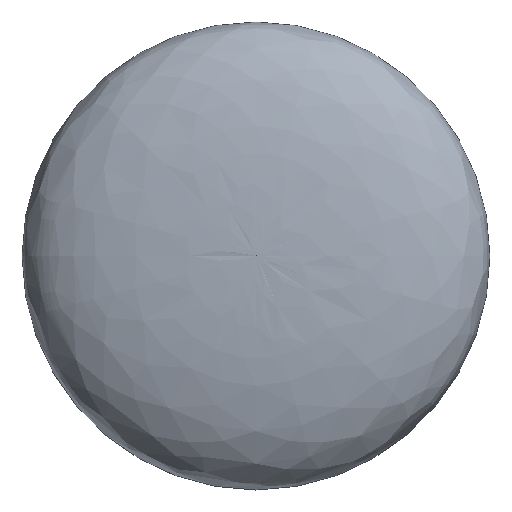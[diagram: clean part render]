
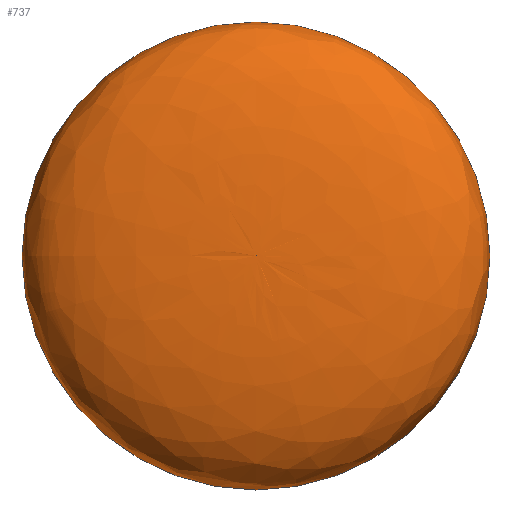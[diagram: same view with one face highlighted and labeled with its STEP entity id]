
A CAD part, top view. The second image highlights one B-rep face of the part: STEP entity #737.
In plain terms, the highlighted free-form (B-spline) face has degree [3, 3] with [16, 4] control points.
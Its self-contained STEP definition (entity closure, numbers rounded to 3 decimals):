
#20=B_SPLINE_CURVE_WITH_KNOTS('',3,(#1288,#1289,#1290,#1291),
 .UNSPECIFIED.,.F.,.F.,(4,4),(0.,1.),.UNSPECIFIED.);
#21=B_SPLINE_SURFACE_WITH_KNOTS('',3,3,((#1223,#1224,#1225,#1226),(#1227,
#1228,#1229,#1230),(#1231,#1232,#1233,#1234),(#1235,#1236,#1237,#1238),
(#1239,#1240,#1241,#1242),(#1243,#1244,#1245,#1246),(#1247,#1248,#1249,
#1250),(#1251,#1252,#1253,#1254),(#1255,#1256,#1257,#1258),(#1259,#1260,
#1261,#1262),(#1263,#1264,#1265,#1266),(#1267,#1268,#1269,#1270),(#1271,
#1272,#1273,#1274),(#1275,#1276,#1277,#1278),(#1279,#1280,#1281,#1282),
(#1283,#1284,#1285,#1286)),.UNSPECIFIED.,.T.,.F.,.F.,(4,1,1,1,1,1,1,1,1,
1,1,1,1,4),(4,4),(0.,0.083,0.167,0.208,
0.25,0.333,0.417,0.5,0.583,0.667,
0.75,0.833,0.917,1.),(0.,1.),.UNSPECIFIED.);
#47=CIRCLE('',#813,29.);
#81=FACE_OUTER_BOUND('',#123,.T.);
#123=EDGE_LOOP('',(#615,#616,#617));
#368=VERTEX_POINT('',#1218);
#370=VERTEX_POINT('',#1287);
#461=EDGE_CURVE('',#368,#368,#47,.T.);
#464=EDGE_CURVE('',#368,#370,#20,.T.);
#615=ORIENTED_EDGE('',*,*,#461,.T.);
#616=ORIENTED_EDGE('',*,*,#464,.T.);
#617=ORIENTED_EDGE('',*,*,#464,.F.);
#737=ADVANCED_FACE('',(#81),#21,.F.);
#813=AXIS2_PLACEMENT_3D('',#1219,#1000,#1001);
#1000=DIRECTION('center_axis',(0.,0.,1.));
#1001=DIRECTION('ref_axis',(1.,0.,0.));
#1218=CARTESIAN_POINT('',(-29.,0.,15.));
#1219=CARTESIAN_POINT('Origin',(0.,0.,15.));
#1223=CARTESIAN_POINT('Ctrl Pts',(-29.,0.,15.));
#1224=CARTESIAN_POINT('Ctrl Pts',(-29.,0.,21.667));
#1225=CARTESIAN_POINT('Ctrl Pts',(-19.333,0.,
25.));
#1226=CARTESIAN_POINT('Ctrl Pts',(0.,0.,25.));
#1227=CARTESIAN_POINT('Ctrl Pts',(-29.,5.061,15.));
#1228=CARTESIAN_POINT('Ctrl Pts',(-29.,5.061,21.667));
#1229=CARTESIAN_POINT('Ctrl Pts',(-19.339,3.374,25.));
#1230=CARTESIAN_POINT('Ctrl Pts',(0.,0.,25.));
#1231=CARTESIAN_POINT('Ctrl Pts',(-26.291,15.18,15.));
#1232=CARTESIAN_POINT('Ctrl Pts',(-26.291,15.18,21.667));
#1233=CARTESIAN_POINT('Ctrl Pts',(-17.522,10.117,25.));
#1234=CARTESIAN_POINT('Ctrl Pts',(0.,0.,25.));
#1235=CARTESIAN_POINT('Ctrl Pts',(-17.031,24.437,15.));
#1236=CARTESIAN_POINT('Ctrl Pts',(-17.031,24.437,21.667));
#1237=CARTESIAN_POINT('Ctrl Pts',(-11.35,16.287,25.));
#1238=CARTESIAN_POINT('Ctrl Pts',(0.,0.,25.));
#1239=CARTESIAN_POINT('Ctrl Pts',(-7.591,28.33,15.));
#1240=CARTESIAN_POINT('Ctrl Pts',(-7.591,28.33,21.667));
#1241=CARTESIAN_POINT('Ctrl Pts',(-5.06,18.884,25.));
#1242=CARTESIAN_POINT('Ctrl Pts',(0.,0.,25.));
#1243=CARTESIAN_POINT('Ctrl Pts',(2.53,29.679,15.));
#1244=CARTESIAN_POINT('Ctrl Pts',(2.53,29.679,21.667));
#1245=CARTESIAN_POINT('Ctrl Pts',(1.688,19.788,25.));
#1246=CARTESIAN_POINT('Ctrl Pts',(0.,0.,25.));
#1247=CARTESIAN_POINT('Ctrl Pts',(15.179,26.293,15.));
#1248=CARTESIAN_POINT('Ctrl Pts',(15.179,26.293,21.667));
#1249=CARTESIAN_POINT('Ctrl Pts',(10.116,17.523,25.));
#1250=CARTESIAN_POINT('Ctrl Pts',(0.,0.,25.));
#1251=CARTESIAN_POINT('Ctrl Pts',(26.292,15.179,15.));
#1252=CARTESIAN_POINT('Ctrl Pts',(26.292,15.179,21.667));
#1253=CARTESIAN_POINT('Ctrl Pts',(17.523,10.117,25.));
#1254=CARTESIAN_POINT('Ctrl Pts',(0.,0.,25.));
#1255=CARTESIAN_POINT('Ctrl Pts',(30.359,0.,
15.));
#1256=CARTESIAN_POINT('Ctrl Pts',(30.359,0.,
21.667));
#1257=CARTESIAN_POINT('Ctrl Pts',(20.243,0.,
25.));
#1258=CARTESIAN_POINT('Ctrl Pts',(0.,0.,25.));
#1259=CARTESIAN_POINT('Ctrl Pts',(26.292,-15.18,15.));
#1260=CARTESIAN_POINT('Ctrl Pts',(26.292,-15.18,21.667));
#1261=CARTESIAN_POINT('Ctrl Pts',(17.523,-10.117,25.));
#1262=CARTESIAN_POINT('Ctrl Pts',(0.,0.,25.));
#1263=CARTESIAN_POINT('Ctrl Pts',(15.18,-26.292,15.));
#1264=CARTESIAN_POINT('Ctrl Pts',(15.18,-26.292,21.667));
#1265=CARTESIAN_POINT('Ctrl Pts',(10.117,-17.523,25.));
#1266=CARTESIAN_POINT('Ctrl Pts',(0.,0.,25.));
#1267=CARTESIAN_POINT('Ctrl Pts',(0.,-30.359,
15.));
#1268=CARTESIAN_POINT('Ctrl Pts',(0.,-30.359,
21.667));
#1269=CARTESIAN_POINT('Ctrl Pts',(0.001,-20.242,
25.));
#1270=CARTESIAN_POINT('Ctrl Pts',(0.,0.,25.));
#1271=CARTESIAN_POINT('Ctrl Pts',(-15.179,-26.292,15.));
#1272=CARTESIAN_POINT('Ctrl Pts',(-15.179,-26.292,21.667));
#1273=CARTESIAN_POINT('Ctrl Pts',(-10.118,-17.523,25.));
#1274=CARTESIAN_POINT('Ctrl Pts',(0.,0.,25.));
#1275=CARTESIAN_POINT('Ctrl Pts',(-26.291,-15.178,15.));
#1276=CARTESIAN_POINT('Ctrl Pts',(-26.291,-15.178,21.667));
#1277=CARTESIAN_POINT('Ctrl Pts',(-17.52,-10.115,25.));
#1278=CARTESIAN_POINT('Ctrl Pts',(0.,0.,25.));
#1279=CARTESIAN_POINT('Ctrl Pts',(-29.,-5.061,15.));
#1280=CARTESIAN_POINT('Ctrl Pts',(-29.,-5.061,21.667));
#1281=CARTESIAN_POINT('Ctrl Pts',(-19.34,-3.375,25.));
#1282=CARTESIAN_POINT('Ctrl Pts',(0.,0.,25.));
#1283=CARTESIAN_POINT('Ctrl Pts',(-29.,0.,15.));
#1284=CARTESIAN_POINT('Ctrl Pts',(-29.,0.,21.667));
#1285=CARTESIAN_POINT('Ctrl Pts',(-19.333,0.,
25.));
#1286=CARTESIAN_POINT('Ctrl Pts',(0.,0.,25.));
#1287=CARTESIAN_POINT('',(0.,0.,25.));
#1288=CARTESIAN_POINT('Ctrl Pts',(-29.,0.,15.));
#1289=CARTESIAN_POINT('Ctrl Pts',(-29.,0.,21.667));
#1290=CARTESIAN_POINT('Ctrl Pts',(-19.333,0.,
25.));
#1291=CARTESIAN_POINT('Ctrl Pts',(0.,0.,25.));
